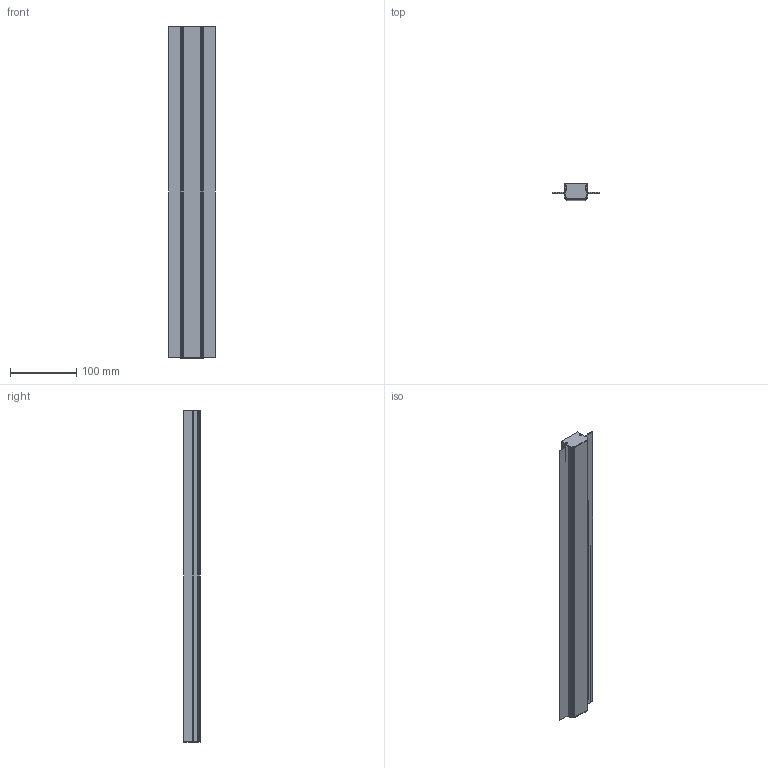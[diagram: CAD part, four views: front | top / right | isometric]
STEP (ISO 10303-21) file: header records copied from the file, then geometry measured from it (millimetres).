
FILE_DESCRIPTION (( 'STEP AP214' ), '1' );
FILE_NAME ('3525edgeless v3 assembly.STEP', '2021-09-15T09:51:57', ( 'lenovo' ), ( '' ), 'SwSTEP 2.0', 'SolidWorks 2018', '' );
FILE_SCHEMA (( 'AUTOMOTIVE_DESIGN' ));
Length unit declared in the file: millimetre
Products named in the file (9): 6843841; 3525edgeless v3 assembly; Çåðêàëüíî îòðàçèòü3525edgeless v3_êðûøêà; 3525edgeless v3; 3525edgeless v3_êðûøêà
Assembly tree (4 placements, depth 2):
  3525edgeless v3 assembly
    3525edgeless v3
    6843841
    3525edgeless v3_êðûøêà
    Çåðêàëüíî îòðàçèòü3525edgeless v3_êðûøêà
  3525edgeless v3
  6843841
  Çåðêàëüíî îòðàçèòü3525edgeless v3_êðûøêà
  3525edgeless v3_êðûøêà
Bounding box: 71 x 25 x 503 mm (x, y, z)
Volume: 104046.3 mm3; surface area: 176543.2 mm2
Topology: 4 solids, 4 shells, 231 faces, 661 edges, 438 vertices
Faces by surface type: plane 123, cylinder 100, cone 8
Entity records: 7841 total; most frequent: DIRECTION 1347, CARTESIAN_POINT 1338, ORIENTED_EDGE 1322, EDGE_CURVE 661, LINE 453, VECTOR 453, AXIS2_PLACEMENT_3D 447, VERTEX_POINT 438
